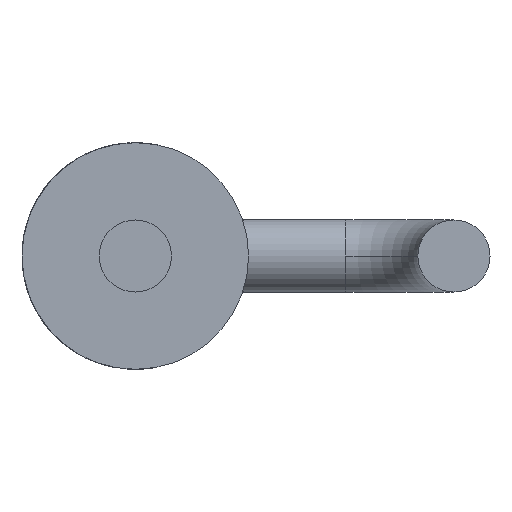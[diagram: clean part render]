
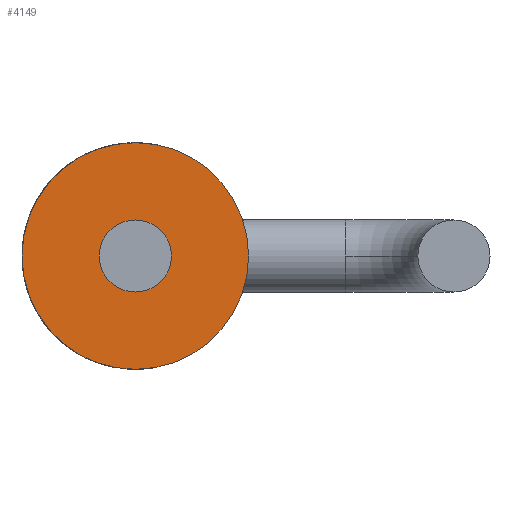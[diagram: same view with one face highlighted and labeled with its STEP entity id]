
A CAD part, front view. The second image highlights one B-rep face of the part: STEP entity #4149.
In plain terms, the highlighted planar face has unit normal (0, -1, 0).
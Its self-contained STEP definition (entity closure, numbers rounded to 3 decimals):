
#16 = DIRECTION ( 'NONE',  ( 0., -1., 0. ) ) ;
#61 = EDGE_CURVE ( 'NONE', #3796, #442, #702, .T. ) ;
#121 = AXIS2_PLACEMENT_3D ( 'NONE', #2710, #1514, #2275 ) ;
#168 = ORIENTED_EDGE ( 'NONE', *, *, #4972, .F. ) ;
#380 = CARTESIAN_POINT ( 'NONE',  ( 0., 1., 0. ) ) ;
#429 = DIRECTION ( 'NONE',  ( 0., 1., 0. ) ) ;
#442 = VERTEX_POINT ( 'NONE', #1126 ) ;
#460 = AXIS2_PLACEMENT_3D ( 'NONE', #2472, #429, #507 ) ;
#507 = DIRECTION ( 'NONE',  ( 0., 0., 1. ) ) ;
#631 = CARTESIAN_POINT ( 'NONE',  ( 0., 1., 0. ) ) ;
#702 = CIRCLE ( 'NONE', #121, 1.355 ) ;
#828 = ORIENTED_EDGE ( 'NONE', *, *, #998, .F. ) ;
#998 = EDGE_CURVE ( 'NONE', #4052, #4735, #3876, .T. ) ;
#1126 = CARTESIAN_POINT ( 'NONE',  ( 0., 1., -1.355 ) ) ;
#1292 = EDGE_LOOP ( 'NONE', ( #828, #168 ) ) ;
#1514 = DIRECTION ( 'NONE',  ( 0., 1., 0. ) ) ;
#1611 = DIRECTION ( 'NONE',  ( 0., 0., 1. ) ) ;
#1636 = CIRCLE ( 'NONE', #460, 1.355 ) ;
#1649 = AXIS2_PLACEMENT_3D ( 'NONE', #2131, #2491, #1729 ) ;
#1690 = CARTESIAN_POINT ( 'NONE',  ( 0.432, 1., 0. ) ) ;
#1729 = DIRECTION ( 'NONE',  ( 0., 0., 1. ) ) ;
#2131 = CARTESIAN_POINT ( 'NONE',  ( 0., 1., 0. ) ) ;
#2275 = DIRECTION ( 'NONE',  ( 0., 0., 1. ) ) ;
#2472 = CARTESIAN_POINT ( 'NONE',  ( 0., 1., 0. ) ) ;
#2491 = DIRECTION ( 'NONE',  ( 0., -1., 0. ) ) ;
#2557 = CIRCLE ( 'NONE', #3557, 0.431 ) ;
#2710 = CARTESIAN_POINT ( 'NONE',  ( 0., 1., 0. ) ) ;
#2732 = EDGE_LOOP ( 'NONE', ( #4406, #2921 ) ) ;
#2760 = EDGE_CURVE ( 'NONE', #442, #3796, #1636, .T. ) ;
#2782 = AXIS2_PLACEMENT_3D ( 'NONE', #631, #3369, #4573 ) ;
#2921 = ORIENTED_EDGE ( 'NONE', *, *, #61, .F. ) ;
#3346 = CARTESIAN_POINT ( 'NONE',  ( 0., 1., 1.355 ) ) ;
#3369 = DIRECTION ( 'NONE',  ( 0., 1., 0. ) ) ;
#3557 = AXIS2_PLACEMENT_3D ( 'NONE', #380, #16, #1611 ) ;
#3571 = CARTESIAN_POINT ( 'NONE',  ( -0.431, 1., 0. ) ) ;
#3759 = PLANE ( 'NONE',  #2782 ) ;
#3796 = VERTEX_POINT ( 'NONE', #3346 ) ;
#3828 = FACE_BOUND ( 'NONE', #1292, .T. ) ;
#3876 = CIRCLE ( 'NONE', #1649, 0.431 ) ;
#4052 = VERTEX_POINT ( 'NONE', #1690 ) ;
#4149 = ADVANCED_FACE ( 'NONE', ( #3828, #4547 ), #3759, .F. ) ;
#4406 = ORIENTED_EDGE ( 'NONE', *, *, #2760, .F. ) ;
#4547 = FACE_OUTER_BOUND ( 'NONE', #2732, .T. ) ;
#4573 = DIRECTION ( 'NONE',  ( 0., 0., 1. ) ) ;
#4735 = VERTEX_POINT ( 'NONE', #3571 ) ;
#4972 = EDGE_CURVE ( 'NONE', #4735, #4052, #2557, .T. ) ;
